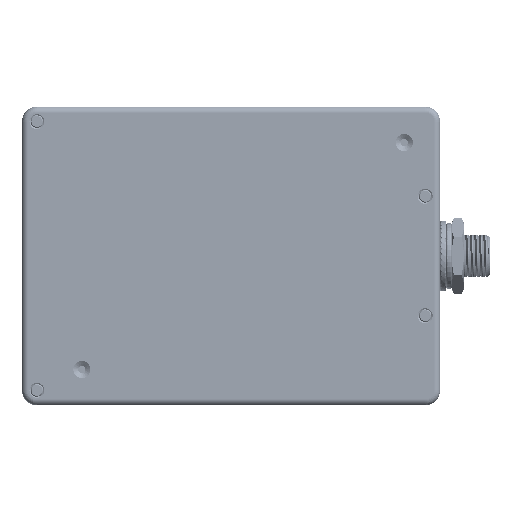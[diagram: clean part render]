
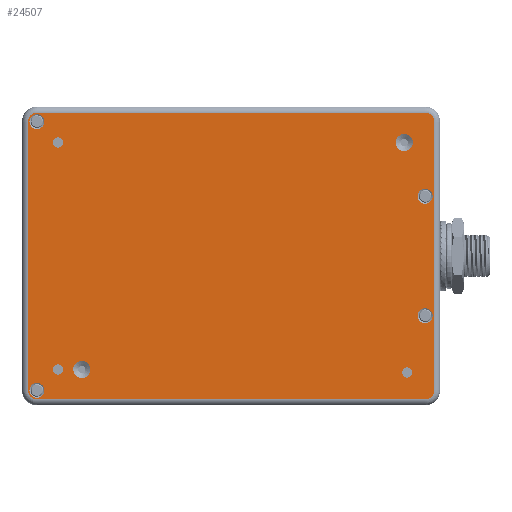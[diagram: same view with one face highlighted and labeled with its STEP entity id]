
A CAD part, front view. The second image highlights one B-rep face of the part: STEP entity #24507.
In plain terms, the highlighted planar face has unit normal (0, -1, 0).
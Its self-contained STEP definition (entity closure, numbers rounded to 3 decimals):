
#301=PLANE('',#26037);
#1960=LINE('',#54051,#4178);
#1963=LINE('',#54058,#4181);
#1964=LINE('',#54075,#4182);
#1967=LINE('',#54082,#4185);
#4178=VECTOR('',#28767,65.);
#4181=VECTOR('',#28774,45.);
#4182=VECTOR('',#28795,45.);
#4185=VECTOR('',#28802,65.);
#6280=FACE_BOUND('',#7998,.T.);
#6281=FACE_BOUND('',#7999,.T.);
#6282=FACE_BOUND('',#8000,.T.);
#6283=FACE_BOUND('',#8001,.T.);
#6284=FACE_BOUND('',#8002,.T.);
#6285=FACE_BOUND('',#8003,.T.);
#6286=FACE_BOUND('',#8004,.T.);
#6287=FACE_BOUND('',#8005,.T.);
#6288=FACE_BOUND('',#8006,.T.);
#6664=FACE_OUTER_BOUND('',#7997,.T.);
#7997=EDGE_LOOP('',(#17232,#17233,#17234,#17235,#17236,#17237,#17238,#17239));
#7998=EDGE_LOOP('',(#17240));
#7999=EDGE_LOOP('',(#17241));
#8000=EDGE_LOOP('',(#17242));
#8001=EDGE_LOOP('',(#17243));
#8002=EDGE_LOOP('',(#17244));
#8003=EDGE_LOOP('',(#17245));
#8004=EDGE_LOOP('',(#17246));
#8005=EDGE_LOOP('',(#17247));
#8006=EDGE_LOOP('',(#17248));
#9309=CIRCLE('',#25947,1.5);
#9313=CIRCLE('',#25954,1.5);
#9317=CIRCLE('',#25959,1.5);
#9321=CIRCLE('',#25966,1.5);
#9366=CIRCLE('',#26038,1.425);
#9367=CIRCLE('',#26039,1.425);
#9368=CIRCLE('',#26040,0.857);
#9369=CIRCLE('',#26041,0.857);
#9370=CIRCLE('',#26042,0.857);
#9371=CIRCLE('',#26043,1.25);
#9372=CIRCLE('',#26044,1.25);
#9373=CIRCLE('',#26045,1.25);
#9374=CIRCLE('',#26046,1.25);
#10327=VERTEX_POINT('',#54039);
#10330=VERTEX_POINT('',#54044);
#10332=VERTEX_POINT('',#54049);
#10333=VERTEX_POINT('',#54054);
#10336=VERTEX_POINT('',#54061);
#10337=VERTEX_POINT('',#54066);
#10340=VERTEX_POINT('',#54073);
#10341=VERTEX_POINT('',#54078);
#10425=VERTEX_POINT('',#54326);
#10426=VERTEX_POINT('',#54328);
#10427=VERTEX_POINT('',#54330);
#10428=VERTEX_POINT('',#54332);
#10429=VERTEX_POINT('',#54334);
#10430=VERTEX_POINT('',#54336);
#10431=VERTEX_POINT('',#54338);
#10432=VERTEX_POINT('',#54340);
#10433=VERTEX_POINT('',#54342);
#12863=EDGE_CURVE('',#10327,#10330,#9309,.T.);
#12865=EDGE_CURVE('',#10330,#10332,#1960,.T.);
#12869=EDGE_CURVE('',#10333,#10327,#1963,.T.);
#12871=EDGE_CURVE('',#10332,#10336,#9313,.T.);
#12875=EDGE_CURVE('',#10337,#10333,#9317,.T.);
#12877=EDGE_CURVE('',#10336,#10340,#1964,.T.);
#12881=EDGE_CURVE('',#10341,#10337,#1967,.T.);
#12883=EDGE_CURVE('',#10340,#10341,#9321,.T.);
#12995=EDGE_CURVE('',#10425,#10425,#9366,.T.);
#12996=EDGE_CURVE('',#10426,#10426,#9367,.T.);
#12997=EDGE_CURVE('',#10427,#10427,#9368,.T.);
#12998=EDGE_CURVE('',#10428,#10428,#9369,.T.);
#12999=EDGE_CURVE('',#10429,#10429,#9370,.T.);
#13000=EDGE_CURVE('',#10430,#10430,#9371,.T.);
#13001=EDGE_CURVE('',#10431,#10431,#9372,.T.);
#13002=EDGE_CURVE('',#10432,#10432,#9373,.T.);
#13003=EDGE_CURVE('',#10433,#10433,#9374,.T.);
#17232=ORIENTED_EDGE('',*,*,#12869,.T.);
#17233=ORIENTED_EDGE('',*,*,#12863,.T.);
#17234=ORIENTED_EDGE('',*,*,#12865,.T.);
#17235=ORIENTED_EDGE('',*,*,#12871,.T.);
#17236=ORIENTED_EDGE('',*,*,#12877,.T.);
#17237=ORIENTED_EDGE('',*,*,#12883,.T.);
#17238=ORIENTED_EDGE('',*,*,#12881,.T.);
#17239=ORIENTED_EDGE('',*,*,#12875,.T.);
#17240=ORIENTED_EDGE('',*,*,#12995,.T.);
#17241=ORIENTED_EDGE('',*,*,#12996,.T.);
#17242=ORIENTED_EDGE('',*,*,#12997,.T.);
#17243=ORIENTED_EDGE('',*,*,#12998,.T.);
#17244=ORIENTED_EDGE('',*,*,#12999,.T.);
#17245=ORIENTED_EDGE('',*,*,#13000,.F.);
#17246=ORIENTED_EDGE('',*,*,#13001,.F.);
#17247=ORIENTED_EDGE('',*,*,#13002,.F.);
#17248=ORIENTED_EDGE('',*,*,#13003,.F.);
#24507=ADVANCED_FACE('',(#6664,#6280,#6281,#6282,#6283,#6284,#6285,#6286,
#6287,#6288),#301,.T.);
#25947=AXIS2_PLACEMENT_3D('',#54046,#28761,#28762);
#25954=AXIS2_PLACEMENT_3D('',#54063,#28779,#28780);
#25959=AXIS2_PLACEMENT_3D('',#54070,#28789,#28790);
#25966=AXIS2_PLACEMENT_3D('',#54085,#28807,#28808);
#26037=AXIS2_PLACEMENT_3D('',#54325,#29012,#29013);
#26038=AXIS2_PLACEMENT_3D('',#54327,#29014,#29015);
#26039=AXIS2_PLACEMENT_3D('',#54329,#29016,#29017);
#26040=AXIS2_PLACEMENT_3D('',#54331,#29018,#29019);
#26041=AXIS2_PLACEMENT_3D('',#54333,#29020,#29021);
#26042=AXIS2_PLACEMENT_3D('',#54335,#29022,#29023);
#26043=AXIS2_PLACEMENT_3D('',#54337,#29024,#29025);
#26044=AXIS2_PLACEMENT_3D('',#54339,#29026,#29027);
#26045=AXIS2_PLACEMENT_3D('',#54341,#29028,#29029);
#26046=AXIS2_PLACEMENT_3D('',#54343,#29030,#29031);
#28761=DIRECTION('center_axis',(0.,-1.,0.));
#28762=DIRECTION('ref_axis',(0.,0.,-1.));
#28767=DIRECTION('',(1.,0.,0.));
#28774=DIRECTION('',(0.,0.,-1.));
#28779=DIRECTION('center_axis',(0.,-1.,0.));
#28780=DIRECTION('ref_axis',(0.,0.,-1.));
#28789=DIRECTION('center_axis',(0.,-1.,0.));
#28790=DIRECTION('ref_axis',(0.,0.,-1.));
#28795=DIRECTION('',(0.,0.,1.));
#28802=DIRECTION('',(-1.,0.,0.));
#28807=DIRECTION('center_axis',(0.,-1.,0.));
#28808=DIRECTION('ref_axis',(0.,0.,-1.));
#29012=DIRECTION('center_axis',(0.,-1.,0.));
#29013=DIRECTION('ref_axis',(0.,0.,-1.));
#29014=DIRECTION('center_axis',(0.,1.,0.));
#29015=DIRECTION('ref_axis',(1.,0.,0.));
#29016=DIRECTION('center_axis',(0.,1.,0.));
#29017=DIRECTION('ref_axis',(1.,0.,0.));
#29018=DIRECTION('center_axis',(0.,1.,0.));
#29019=DIRECTION('ref_axis',(1.,0.,0.));
#29020=DIRECTION('center_axis',(0.,1.,0.));
#29021=DIRECTION('ref_axis',(1.,0.,0.));
#29022=DIRECTION('center_axis',(0.,1.,0.));
#29023=DIRECTION('ref_axis',(1.,0.,0.));
#29024=DIRECTION('center_axis',(0.,-1.,0.));
#29025=DIRECTION('ref_axis',(0.,0.,-1.));
#29026=DIRECTION('center_axis',(0.,-1.,0.));
#29027=DIRECTION('ref_axis',(0.,0.,-1.));
#29028=DIRECTION('center_axis',(0.,-1.,0.));
#29029=DIRECTION('ref_axis',(0.,0.,-1.));
#29030=DIRECTION('center_axis',(0.,-1.,0.));
#29031=DIRECTION('ref_axis',(0.,0.,-1.));
#54039=CARTESIAN_POINT('',(-30.944,-15.98,-21.1));
#54044=CARTESIAN_POINT('',(-29.444,-15.98,-22.6));
#54046=CARTESIAN_POINT('Origin',(-29.444,-15.98,-21.1));
#54049=CARTESIAN_POINT('',(35.556,-15.98,-22.6));
#54051=CARTESIAN_POINT('',(35.556,-15.98,-22.6));
#54054=CARTESIAN_POINT('',(-30.944,-15.98,23.9));
#54058=CARTESIAN_POINT('',(-30.944,-15.98,-21.1));
#54061=CARTESIAN_POINT('',(37.056,-15.98,-21.1));
#54063=CARTESIAN_POINT('Origin',(35.556,-15.98,-21.1));
#54066=CARTESIAN_POINT('',(-29.444,-15.98,25.4));
#54070=CARTESIAN_POINT('Origin',(-29.444,-15.98,23.9));
#54073=CARTESIAN_POINT('',(37.056,-15.98,23.9));
#54075=CARTESIAN_POINT('',(37.056,-15.98,23.9));
#54078=CARTESIAN_POINT('',(35.556,-15.98,25.4));
#54082=CARTESIAN_POINT('',(-29.444,-15.98,25.4));
#54085=CARTESIAN_POINT('Origin',(35.556,-15.98,23.9));
#54325=CARTESIAN_POINT('Origin',(3.056,-15.98,1.4));
#54326=CARTESIAN_POINT('',(33.481,-15.98,20.4));
#54327=CARTESIAN_POINT('Origin',(32.056,-15.98,20.4));
#54328=CARTESIAN_POINT('',(-20.517,-15.98,-17.6));
#54329=CARTESIAN_POINT('Origin',(-21.942,-15.98,-17.6));
#54330=CARTESIAN_POINT('',(-26.8,-15.98,20.4));
#54331=CARTESIAN_POINT('Origin',(-25.944,-15.98,20.4));
#54332=CARTESIAN_POINT('',(31.7,-15.98,-18.1));
#54333=CARTESIAN_POINT('Origin',(32.556,-15.98,-18.1));
#54334=CARTESIAN_POINT('',(-26.8,-15.98,-17.6));
#54335=CARTESIAN_POINT('Origin',(-25.944,-15.98,-17.6));
#54336=CARTESIAN_POINT('',(35.556,-15.98,-9.85));
#54337=CARTESIAN_POINT('Origin',(35.556,-15.98,-8.6));
#54338=CARTESIAN_POINT('',(35.556,-15.98,10.15));
#54339=CARTESIAN_POINT('Origin',(35.556,-15.98,11.4));
#54340=CARTESIAN_POINT('',(-29.444,-15.98,22.65));
#54341=CARTESIAN_POINT('Origin',(-29.444,-15.98,23.9));
#54342=CARTESIAN_POINT('',(-29.444,-15.98,-22.35));
#54343=CARTESIAN_POINT('Origin',(-29.444,-15.98,-21.1));
